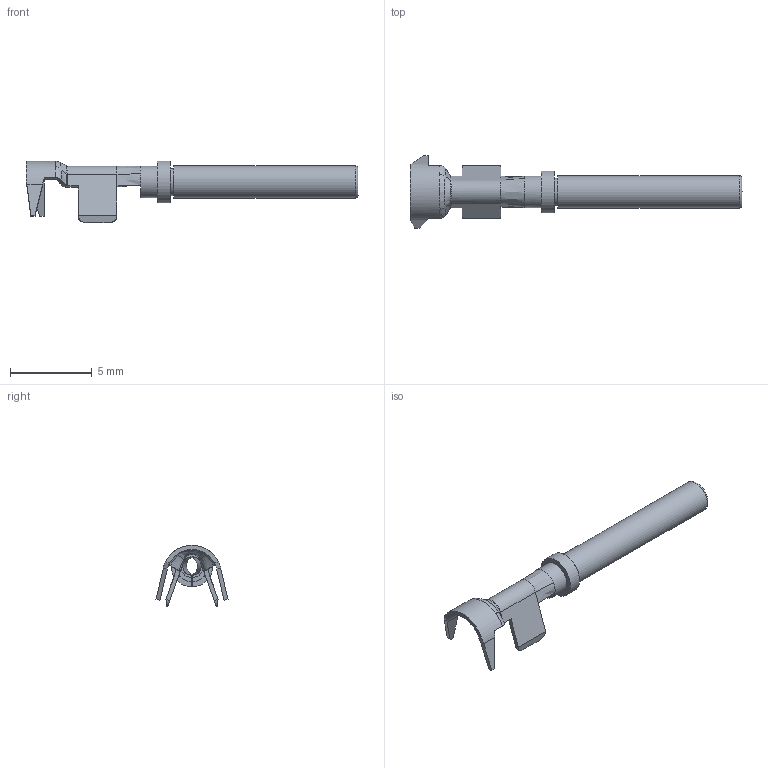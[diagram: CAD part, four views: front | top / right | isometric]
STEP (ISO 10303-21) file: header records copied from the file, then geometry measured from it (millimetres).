
FILE_DESCRIPTION(/* description */ (''),/* implementation_level */ '2;1');
FILE_NAME(/* name */ 'AT62-20-01XX.stp',/* time_stamp */ '2016-10-12T15:42:08+02:00',/* author */ (''),/* organization */ (''),/* preprocessor_version */ 'ST-DEVELOPER v15',/* originating_system */ 'SIEMENS PLM Software NX 9.0',/* authorisation */ '');
FILE_SCHEMA (('CONFIG_CONTROL_DESIGN'));
Length unit declared in the file: millimetre
Products named in the file (1): at62-20-01xxnxs001-01
Bounding box: 20.25 x 4.4 x 3.77 mm (x, y, z)
Volume: 33.3 mm3; surface area: 278.9 mm2
Topology: 1 solids, 1 shells, 164 faces, 391 edges, 228 vertices
Faces by surface type: plane 59, bspline 43, cylinder 41, torus 12, cone 9
Full cylindrical faces by diameter (mm): 1.6 x1, 1.96 x1
Entity records: 6080 total; most frequent: CARTESIAN_POINT 2577, ORIENTED_EDGE 760, DIRECTION 601, EDGE_CURVE 380, VERTEX_POINT 225, LINE 201, VECTOR 201, AXIS2_PLACEMENT_3D 200
